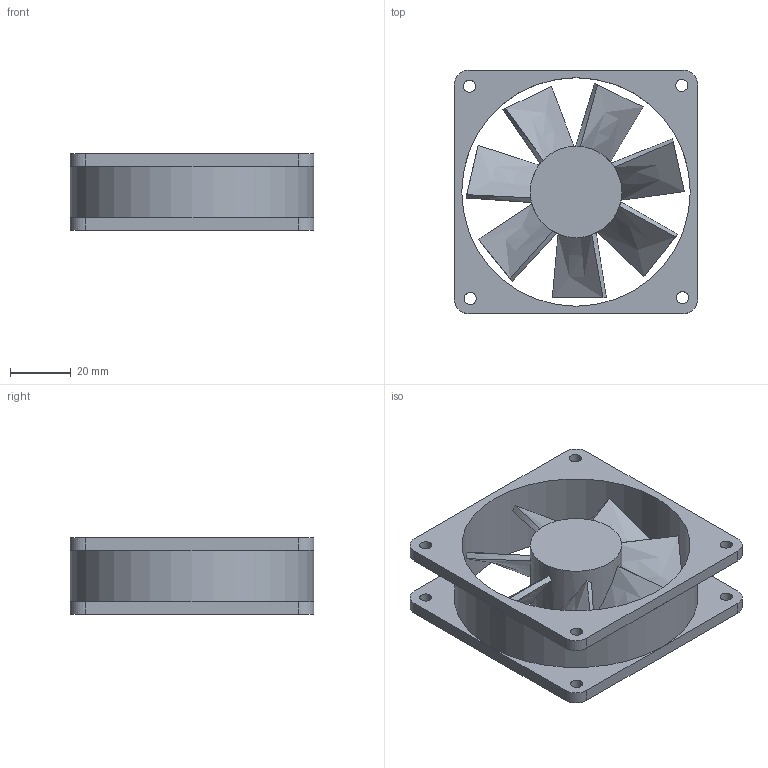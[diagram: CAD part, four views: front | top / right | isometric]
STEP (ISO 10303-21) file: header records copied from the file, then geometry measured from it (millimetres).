
FILE_DESCRIPTION( ( 'Unknown' ), '1' );
FILE_NAME( 'Fan-PC.stp', 'Unknown', ( 'Ed Sells' ), ( 'University of Bath' ), 'XStep 1.0', 'Solid Edge v19', ' ' );
FILE_SCHEMA( ( 'CONFIG_CONTROL_DESIGN' ) );
Length unit declared in the file: millimetre
Products named in the file (2): 1; 2
Bounding box: 80 x 80 x 25 mm (x, y, z)
Volume: 48575.6 mm3; surface area: 29314.2 mm2
Topology: 2 solids, 2 shells, 74 faces, 192 edges, 128 vertices
Faces by surface type: bspline 28, plane 27, cylinder 19
Full cylindrical faces by diameter (mm): 4 x8, 30 x1, 75 x1, 80 x1
Entity records: 2776 total; most frequent: CARTESIAN_POINT 1116, ORIENTED_EDGE 336, DIRECTION 252, EDGE_CURVE 168, VERTEX_POINT 116, EDGE_LOOP 110, AXIS2_PLACEMENT_3D 92, FACE_OUTER_BOUND 85
